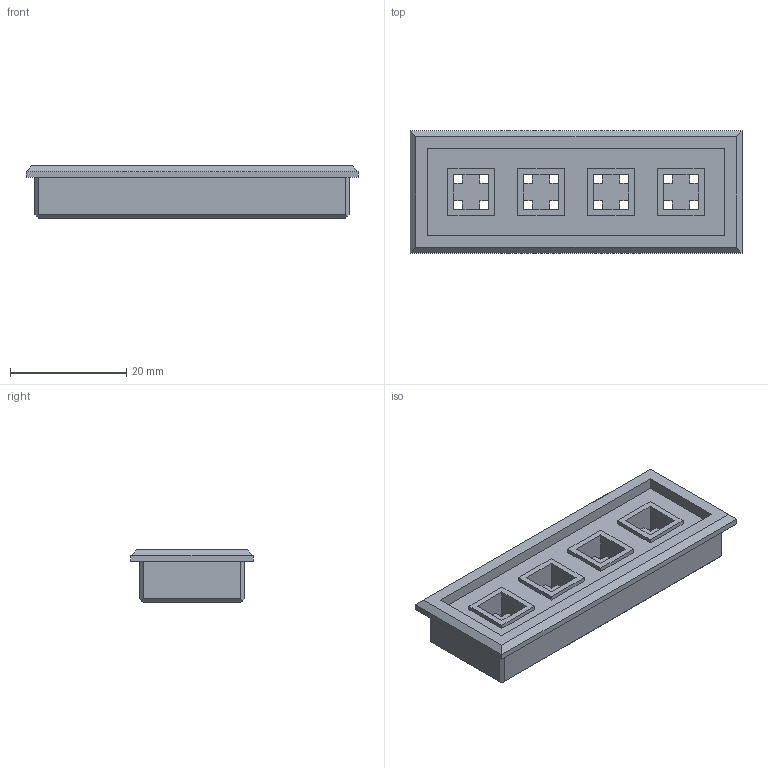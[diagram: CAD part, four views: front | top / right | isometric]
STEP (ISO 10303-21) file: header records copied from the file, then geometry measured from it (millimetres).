
FILE_DESCRIPTION(/* description */ (''),/* implementation_level */ '2;1');
FILE_NAME(/* name */ 'ledBtn.step',/* time_stamp */ '2022-03-02T11:25:02-03:00',/* author */ (''),/* organization */ (''),/* preprocessor_version */ 'ST-DEVELOPER v18.1',/* originating_system */ 'Autodesk Translation Framework v10.13.0.1454',/* authorisation */ '');
FILE_SCHEMA (('AUTOMOTIVE_DESIGN { 1 0 10303 214 3 1 1 }'));
Length unit declared in the file: millimetre
Products named in the file (1): ledBtn
Bounding box: 57 x 21 x 9 mm (x, y, z)
Volume: 6784.4 mm3; surface area: 4770.5 mm2
Topology: 1 solids, 1 shells, 228 faces, 564 edges, 332 vertices
Faces by surface type: plane 228
Entity records: 6529 total; most frequent: ORIENTED_EDGE 1128, CARTESIAN_POINT 1125, DIRECTION 1022, LINE 564, VECTOR 564, EDGE_CURVE 564, VERTEX_POINT 332, EDGE_LOOP 254
